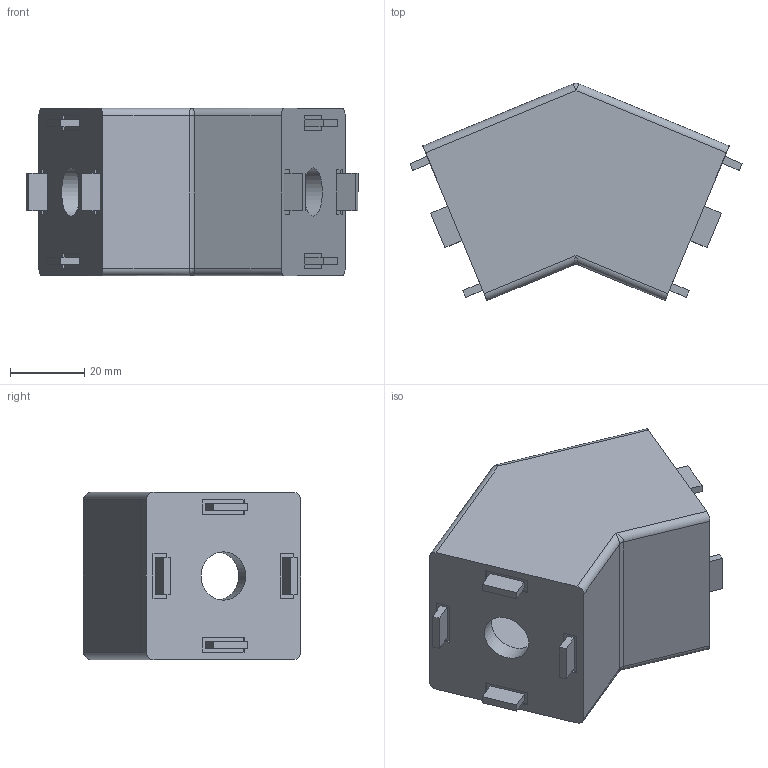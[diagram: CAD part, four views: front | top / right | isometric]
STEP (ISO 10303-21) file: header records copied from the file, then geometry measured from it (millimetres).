
FILE_DESCRIPTION (( 'STEP AP203' ), '1' );
FILE_NAME ('AL-315.0300A.01.STEP', '2023-07-18T13:43:53', ( '' ), ( '' ), 'SwSTEP 2.0', 'SolidWorks 2021', '' );
FILE_SCHEMA (( 'CONFIG_CONTROL_DESIGN' ));
Length unit declared in the file: millimetre
Products named in the file (3): AL-315.0300A.01; AL-315.0300A.02 Ñîåäèíèòåëü ïîä 45° äëÿ ïðîôèëÿ 45õ45 (öâåò ñåðåáðî).01; AL-315.0300A.02 Ñîåäèíèòåëü ïîä 45° äëÿ ïðîôèëÿ 45õ45 (ÇÀÃËÓØÊÀ).01
Assembly tree (2 placements, depth 2):
  AL-315.0300A.01
    AL-315.0300A.02 Ñîåäèíèòåëü ïîä 45° äëÿ ïðîôèëÿ 45õ45 (öâåò ñåðåáðî).01
    AL-315.0300A.02 Ñîåäèíèòåëü ïîä 45° äëÿ ïðîôèëÿ 45õ45 (ÇÀÃËÓØÊÀ).01
Bounding box: 89.32 x 58.47 x 45 mm (x, y, z)
Volume: 48381.5 mm3; surface area: 31342 mm2
Topology: 2 solids, 2 shells, 156 faces, 378 edges, 244 vertices
Faces by surface type: plane 112, cylinder 28, cone 12, bspline 4
Full cylindrical faces by diameter (mm): 2.8 x4, 3 x4, 13 x2
Entity records: 4879 total; most frequent: CARTESIAN_POINT 991, DIRECTION 726, ORIENTED_EDGE 708, EDGE_CURVE 354, VECTOR 284, LINE 284, VERTEX_POINT 240, AXIS2_PLACEMENT_3D 221
